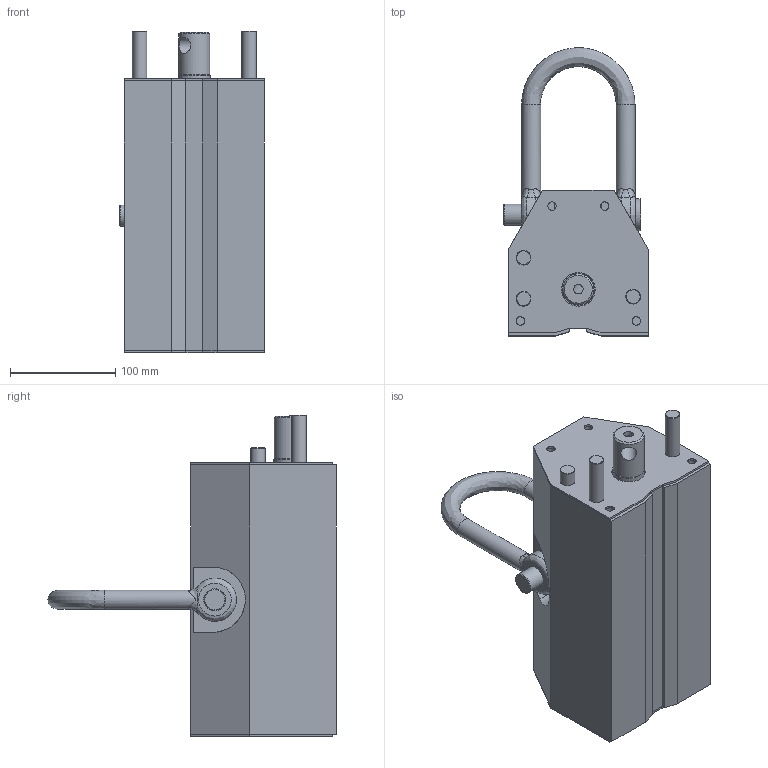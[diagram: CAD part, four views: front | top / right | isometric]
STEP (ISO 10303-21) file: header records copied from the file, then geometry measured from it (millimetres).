
FILE_DESCRIPTION (( 'STEP AP214' ), '1' );
FILE_NAME ('09-0648.STEP', '2024-10-16T20:44:26', ( '' ), ( '' ), 'SwSTEP 2.0', 'SolidWorks 2022', '' );
FILE_SCHEMA (( 'AUTOMOTIVE_DESIGN' ));
Length unit declared in the file: inch
Products named in the file (16): Imported10; _X2_78C194C1_X0_1; Imported2; Imported9; Imported5; Imported7; _X2_540A73AF95008F74_X0_; 1t_X2_540A73AF_X0_; Imported4; _X2_8F745957_X0_; 09-0648; 1T_X2_82AF_X0_; Imported3; Imported8; Imported1; Imported6
Assembly tree (21 placements, depth 2):
  09-0648
    _X2_8F745957_X0_  x2
    _X2_540A73AF95008F74_X0_
    1t_X2_540A73AF_X0_
    _X2_78C194C1_X0_1  x6
    1T_X2_82AF_X0_
    Imported1
    Imported10
    Imported2
    Imported3
    Imported4
    Imported5
    Imported6
    Imported7
    Imported8
    Imported9
Bounding box: 137.5 x 273.38 x 305 mm (x, y, z)
Volume: 3978860.6 mm3; surface area: 539870.9 mm2
Topology: 21 solids, 21 shells, 265 faces, 621 edges, 407 vertices
Faces by surface type: plane 166, cylinder 65, cone 21, bspline 13
Full cylindrical faces by diameter (mm): 6 x12, 8 x16, 9 x1, 14 x9, 15 x1, 18 x2, 20 x3, 21 x2, 29.5 x1, 30 x3, 32 x3, 47 x2, 65 x2
Entity records: 9801 total; most frequent: CARTESIAN_POINT 3130, DIRECTION 1024, ORIENTED_EDGE 880, EDGE_CURVE 440, AXIS2_PLACEMENT_3D 385, EDGE_LOOP 374, VERTEX_POINT 326, FACE_OUTER_BOUND 287
